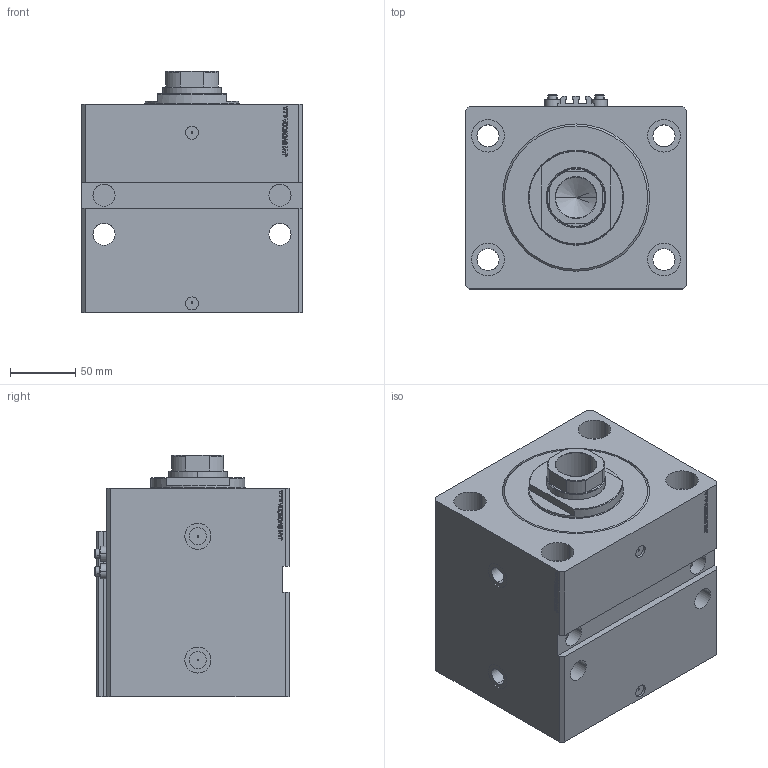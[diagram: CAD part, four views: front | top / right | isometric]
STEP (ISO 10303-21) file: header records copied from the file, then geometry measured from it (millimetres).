
FILE_DESCRIPTION (( 'STEP AP203' ), '1' );
FILE_NAME ('e90e.STEP', '2023-10-07T15:26:55', ( '' ), ( '' ), 'SwSTEP 2.0', 'SolidWorks 2019', '' );
FILE_SCHEMA (( 'CONFIG_CONTROL_DESIGN' ));
Length unit declared in the file: millimetre
Products named in the file (5): ALLEN BOLT V250CE 7264b666c8cd18c3aea2863c6385d2fb; V250CE_E_Body 7264b666c8cd18c3aea2863c6385d2fb; V250CE_C_VCP 7264b666c8cd18c3aea2863c6385d2fb; V250CE_VC_E 7264b666c8cd18c3aea2863c6385d2fb; e90e
Assembly tree (7 placements, depth 2):
  e90e
    V250CE_E_Body 7264b666c8cd18c3aea2863c6385d2fb
    ALLEN BOLT V250CE 7264b666c8cd18c3aea2863c6385d2fb  x4
    V250CE_C_VCP 7264b666c8cd18c3aea2863c6385d2fb
    V250CE_VC_E 7264b666c8cd18c3aea2863c6385d2fb
Bounding box: 170 x 149 x 185 mm (x, y, z)
Volume: 3226696 mm3; surface area: 345246 mm2
Topology: 8 solids, 8 shells, 1141 faces, 2836 edges, 1839 vertices
Faces by surface type: plane 553, bspline 368, cylinder 150, cone 56, torus 14
Entity records: 49466 total; most frequent: CARTESIAN_POINT 25693, ORIENTED_EDGE 5362, DIRECTION 3571, EDGE_CURVE 2681, VERTEX_POINT 1755, VECTOR 1633, LINE 1633, EDGE_LOOP 1212
